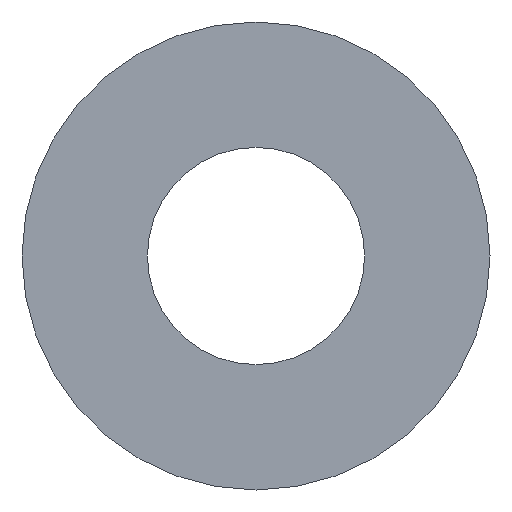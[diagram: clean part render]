
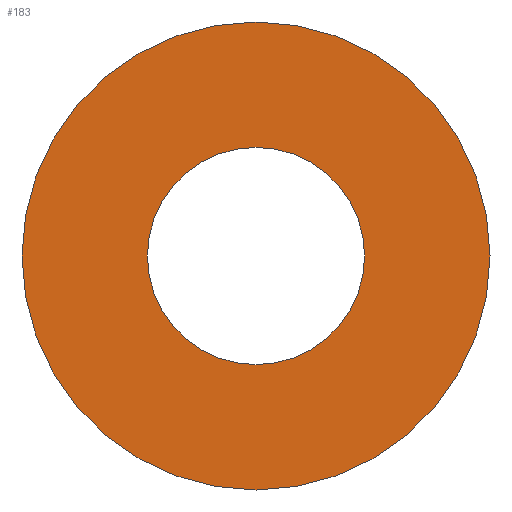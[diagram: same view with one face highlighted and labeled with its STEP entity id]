
A CAD part, front view. The second image highlights one B-rep face of the part: STEP entity #183.
In plain terms, the highlighted planar face has unit normal (0, -1, 0).
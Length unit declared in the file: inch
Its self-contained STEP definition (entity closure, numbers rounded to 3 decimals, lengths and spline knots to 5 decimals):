
#2 = FACE_OUTER_BOUND ( 'NONE', #237, .T. ) ;
#6 = CIRCLE ( 'NONE', #30, 0.21875 ) ;
#12 = EDGE_CURVE ( 'NONE', #100, #94, #6, .T. ) ;
#13 = AXIS2_PLACEMENT_3D ( 'NONE', #118, #109, #117 ) ;
#30 = AXIS2_PLACEMENT_3D ( 'NONE', #99, #90, #89 ) ;
#32 = AXIS2_PLACEMENT_3D ( 'NONE', #148, #162, #164 ) ;
#40 = AXIS2_PLACEMENT_3D ( 'NONE', #112, #104, #105 ) ;
#42 = EDGE_CURVE ( 'NONE', #91, #98, #235, .T. ) ;
#45 = EDGE_CURVE ( 'NONE', #94, #100, #153, .T. ) ;
#49 = EDGE_CURVE ( 'NONE', #98, #91, #189, .T. ) ;
#53 = AXIS2_PLACEMENT_3D ( 'NONE', #87, #82, #113 ) ;
#60 = FACE_BOUND ( 'NONE', #242, .T. ) ;
#65 = ORIENTED_EDGE ( 'NONE', *, *, #12, .F. ) ;
#67 = ORIENTED_EDGE ( 'NONE', *, *, #49, .T. ) ;
#69 = ORIENTED_EDGE ( 'NONE', *, *, #42, .T. ) ;
#70 = ORIENTED_EDGE ( 'NONE', *, *, #45, .F. ) ;
#82 = DIRECTION ( 'NONE',  ( 0., 1., 0. ) ) ;
#87 = CARTESIAN_POINT ( 'NONE',  ( 0., 0., 0. ) ) ;
#89 = DIRECTION ( 'NONE',  ( 0., 0., 1. ) ) ;
#90 = DIRECTION ( 'NONE',  ( 0., 1., 0. ) ) ;
#91 = VERTEX_POINT ( 'NONE', #151 ) ;
#94 = VERTEX_POINT ( 'NONE', #120 ) ;
#98 = VERTEX_POINT ( 'NONE', #140 ) ;
#99 = CARTESIAN_POINT ( 'NONE',  ( 0., 0., 0. ) ) ;
#100 = VERTEX_POINT ( 'NONE', #150 ) ;
#104 = DIRECTION ( 'NONE',  ( 0., 1., 0. ) ) ;
#105 = DIRECTION ( 'NONE',  ( 0., 0., 1. ) ) ;
#109 = DIRECTION ( 'NONE',  ( 0., 1., 0. ) ) ;
#112 = CARTESIAN_POINT ( 'NONE',  ( 0., 0., 0. ) ) ;
#113 = DIRECTION ( 'NONE',  ( 0., 0., 1. ) ) ;
#117 = DIRECTION ( 'NONE',  ( 0., 0., 1. ) ) ;
#118 = CARTESIAN_POINT ( 'NONE',  ( 0., 0., 0. ) ) ;
#120 = CARTESIAN_POINT ( 'NONE',  ( 0., 0., -0.21875 ) ) ;
#140 = CARTESIAN_POINT ( 'NONE',  ( 0., 0., -0.1015 ) ) ;
#144 = PLANE ( 'NONE',  #32 ) ;
#148 = CARTESIAN_POINT ( 'NONE',  ( 0., 0., 0. ) ) ;
#150 = CARTESIAN_POINT ( 'NONE',  ( 0., 0., 0.21875 ) ) ;
#151 = CARTESIAN_POINT ( 'NONE',  ( 0., 0., 0.1015 ) ) ;
#153 = CIRCLE ( 'NONE', #13, 0.21875 ) ;
#162 = DIRECTION ( 'NONE',  ( 0., 1., 0. ) ) ;
#164 = DIRECTION ( 'NONE',  ( 0., 0., 1. ) ) ;
#183 = ADVANCED_FACE ( 'NONE', ( #60, #2 ), #144, .F. ) ;
#189 = CIRCLE ( 'NONE', #40, 0.1015 ) ;
#235 = CIRCLE ( 'NONE', #53, 0.1015 ) ;
#237 = EDGE_LOOP ( 'NONE', ( #70, #65 ) ) ;
#242 = EDGE_LOOP ( 'NONE', ( #69, #67 ) ) ;
